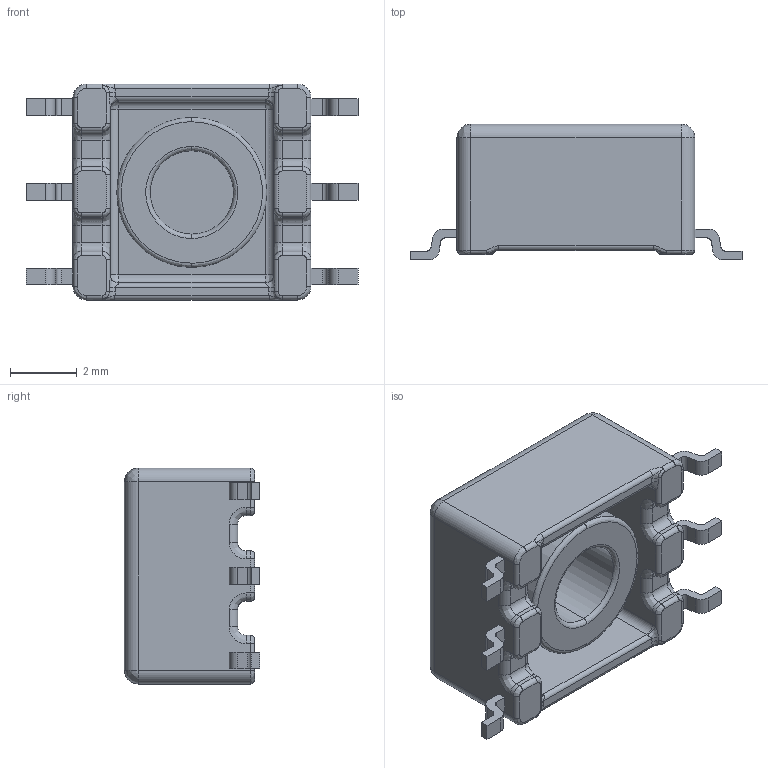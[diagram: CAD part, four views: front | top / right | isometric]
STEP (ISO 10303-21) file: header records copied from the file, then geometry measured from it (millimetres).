
FILE_DESCRIPTION(('FreeCAD Model'),'2;1');
FILE_NAME('Open CASCADE Shape Model','2024-05-03T14:43:58',('Author'),( ''),'Open CASCADE STEP processor 7.6','FreeCAD','Unknown');
FILE_SCHEMA(('AUTOMOTIVE_DESIGN { 1 0 10303 214 1 1 1 1 }'));
Length unit declared in the file: millimetre
Products named in the file (3): 760390014; 250-1109_6A; 150-2770_6A
Assembly tree (2 placements, depth 2):
  760390014
    250-1109_6A
    150-2770_6A
Bounding box: 9.96 x 4.06 x 6.48 mm (x, y, z)
Volume: 110.1 mm3; surface area: 345.6 mm2
Topology: 2 solids, 2 shells, 266 faces, 648 edges, 384 vertices
Faces by surface type: cylinder 108, plane 86, bspline 72
Entity records: 10841 total; most frequent: CARTESIAN_POINT 3103, ORIENTED_EDGE 1280, DIRECTION 1198, EDGE_CURVE 640, AXIS2_PLACEMENT_3D 433, VERTEX_POINT 384, LINE 332, VECTOR 332
